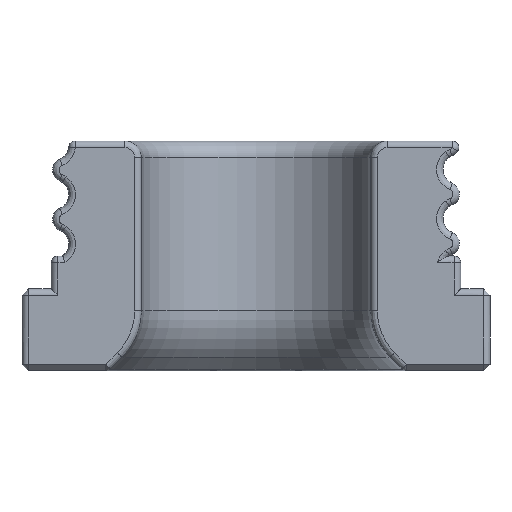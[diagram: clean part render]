
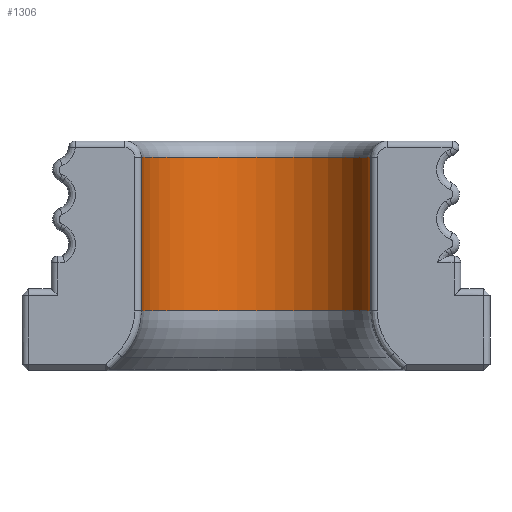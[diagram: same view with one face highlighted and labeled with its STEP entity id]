
A CAD part, front view. The second image highlights one B-rep face of the part: STEP entity #1306.
In plain terms, the highlighted cylindrical face has radius 7 mm (diameter 14 mm), a partial arc.
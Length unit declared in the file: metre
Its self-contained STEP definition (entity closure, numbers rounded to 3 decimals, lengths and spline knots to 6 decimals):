
#39=CYLINDRICAL_SURFACE('',#1423,0.007);
#73=CIRCLE('',#1424,0.007);
#74=CIRCLE('',#1425,0.007);
#147=LINE('',#4198,#213);
#148=LINE('',#4202,#214);
#213=VECTOR('',#1614,1.);
#214=VECTOR('',#1617,1.);
#438=ORIENTED_EDGE('',*,*,#828,.T.);
#439=ORIENTED_EDGE('',*,*,#829,.T.);
#440=ORIENTED_EDGE('',*,*,#830,.T.);
#441=ORIENTED_EDGE('',*,*,#831,.T.);
#828=EDGE_CURVE('',#1014,#1015,#73,.F.);
#829=EDGE_CURVE('',#1015,#1016,#147,.T.);
#830=EDGE_CURVE('',#1016,#1017,#74,.T.);
#831=EDGE_CURVE('',#1017,#1014,#148,.F.);
#1014=VERTEX_POINT('',#4196);
#1015=VERTEX_POINT('',#4197);
#1016=VERTEX_POINT('',#4199);
#1017=VERTEX_POINT('',#4201);
#1088=EDGE_LOOP('',(#438,#439,#440,#441));
#1180=FACE_BOUND('',#1088,.T.);
#1306=ADVANCED_FACE('',(#1180),#39,.F.);
#1423=AXIS2_PLACEMENT_3D('',#4194,#1610,#1611);
#1424=AXIS2_PLACEMENT_3D('',#4195,#1612,#1613);
#1425=AXIS2_PLACEMENT_3D('',#4200,#1615,#1616);
#1610=DIRECTION('',(0.,0.,1.));
#1611=DIRECTION('',(0.866,-0.5,0.));
#1612=DIRECTION('',(0.,0.,1.));
#1613=DIRECTION('',(0.866,-0.5,0.));
#1614=DIRECTION('',(0.,0.,1.));
#1615=DIRECTION('',(0.,0.,1.));
#1616=DIRECTION('',(0.866,-0.5,0.));
#1617=DIRECTION('',(0.,0.,1.));
#4194=CARTESIAN_POINT('',(0.,0.,0.));
#4195=CARTESIAN_POINT('',(0.,0.,0.003657));
#4196=CARTESIAN_POINT('',(-0.00699,0.000378,0.003657));
#4197=CARTESIAN_POINT('',(0.00699,0.000378,0.003657));
#4198=CARTESIAN_POINT('',(0.00699,0.000378,0.));
#4199=CARTESIAN_POINT('',(0.00699,0.000378,0.013));
#4200=CARTESIAN_POINT('',(0.,0.,0.013));
#4201=CARTESIAN_POINT('',(-0.00699,0.000378,0.013));
#4202=CARTESIAN_POINT('',(-0.00699,0.000378,0.));
